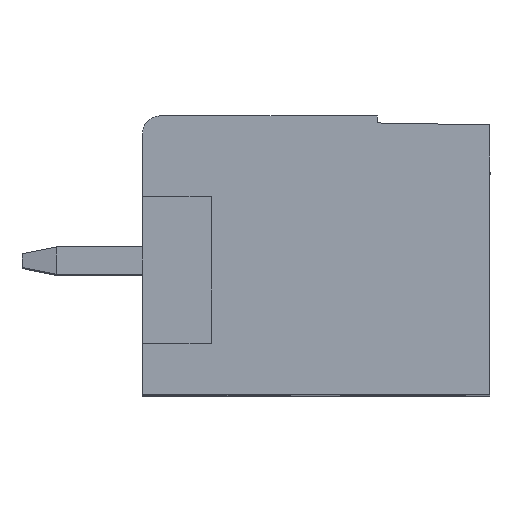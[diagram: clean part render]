
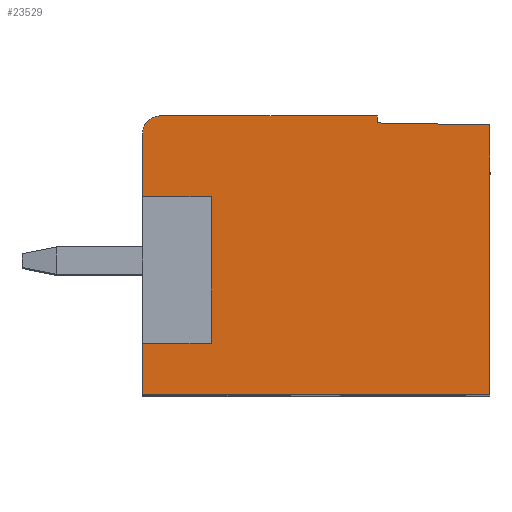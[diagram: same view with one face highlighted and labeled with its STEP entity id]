
A CAD part, top view. The second image highlights one B-rep face of the part: STEP entity #23529.
In plain terms, the highlighted planar face has unit normal (0, 0, 1).
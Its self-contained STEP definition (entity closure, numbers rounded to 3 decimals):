
#5=DIRECTION('',(0.,1.,0.));
#6=VECTOR('',#5,7.84);
#7=CARTESIAN_POINT('',(-10.615,0.099,168.212));
#8=LINE('',#7,#6);
#221=DIRECTION('',(0.,1.,0.));
#222=VECTOR('',#221,0.202);
#223=CARTESIAN_POINT('',(-13.889,7.997,168.212));
#224=LINE('',#223,#222);
#289=DIRECTION('',(0.,-1.,0.));
#290=VECTOR('',#289,1.85);
#291=CARTESIAN_POINT('',(-20.715,7.699,168.212));
#292=LINE('',#291,#290);
#305=DIRECTION('',(0.,-1.,0.));
#306=VECTOR('',#305,1.5);
#307=CARTESIAN_POINT('',(-20.715,1.599,168.212));
#308=LINE('',#307,#306);
#865=DIRECTION('',(1.,0.,0.));
#866=VECTOR('',#865,10.1);
#867=CARTESIAN_POINT('',(-20.715,0.099,168.212));
#868=LINE('',#867,#866);
#8444=DIRECTION('',(0.,1.,0.));
#8445=VECTOR('',#8444,4.25);
#8446=CARTESIAN_POINT('',(-18.715,1.599,168.212));
#8447=LINE('',#8446,#8445);
#8448=DIRECTION('',(-1.,0.,0.));
#8449=VECTOR('',#8448,2.);
#8450=CARTESIAN_POINT('',(-18.715,5.849,168.212));
#8451=LINE('',#8450,#8449);
#8452=CARTESIAN_POINT('',(-20.215,7.699,168.212));
#8453=DIRECTION('',(0.,0.,-1.));
#8454=DIRECTION('',(-1.,0.,0.));
#8455=AXIS2_PLACEMENT_3D('',#8452,#8453,#8454);
#8457=DIRECTION('',(1.,0.,0.));
#8458=VECTOR('',#8457,6.326);
#8459=CARTESIAN_POINT('',(-20.215,8.199,168.212));
#8460=LINE('',#8459,#8458);
#8461=DIRECTION('',(1.,-0.017,0.));
#8462=VECTOR('',#8461,3.274);
#8463=CARTESIAN_POINT('',(-13.889,7.997,168.212));
#8464=LINE('',#8463,#8462);
#8465=DIRECTION('',(-1.,0.,0.));
#8466=VECTOR('',#8465,2.);
#8467=CARTESIAN_POINT('',(-18.715,1.599,168.212));
#8468=LINE('',#8467,#8466);
#8489=CARTESIAN_POINT('',(-10.615,0.099,
168.212));
#8490=CARTESIAN_POINT('',(-10.615,7.94,168.212));
#8491=VERTEX_POINT('',#8489);
#8492=VERTEX_POINT('',#8490);
#8565=CARTESIAN_POINT('',(-20.715,0.099,
168.212));
#8566=VERTEX_POINT('',#8565);
#8832=CARTESIAN_POINT('',(-13.889,7.997,168.212));
#8833=VERTEX_POINT('',#8832);
#8834=CARTESIAN_POINT('',(-20.715,1.599,168.212));
#8835=VERTEX_POINT('',#8834);
#8836=CARTESIAN_POINT('',(-18.715,1.599,168.212));
#8837=VERTEX_POINT('',#8836);
#8838=CARTESIAN_POINT('',(-18.715,5.849,168.212));
#8839=VERTEX_POINT('',#8838);
#8840=CARTESIAN_POINT('',(-20.715,5.849,168.212));
#8841=VERTEX_POINT('',#8840);
#8842=CARTESIAN_POINT('',(-20.715,7.699,168.212));
#8843=VERTEX_POINT('',#8842);
#8844=CARTESIAN_POINT('',(-20.215,8.199,168.212));
#8845=VERTEX_POINT('',#8844);
#8846=CARTESIAN_POINT('',(-13.889,8.199,168.212));
#8847=VERTEX_POINT('',#8846);
#23508=CARTESIAN_POINT('',(-10.615,0.099,
168.212));
#23509=DIRECTION('',(0.,0.,-1.));
#23510=DIRECTION('',(0.,1.,0.));
#23511=AXIS2_PLACEMENT_3D('',#23508,#23509,#23510);
#23512=PLANE('',#23511);
#23513=ORIENTED_EDGE('',*,*,#11119,.F.);
#23514=ORIENTED_EDGE('',*,*,#12192,.F.);
#23515=ORIENTED_EDGE('',*,*,#11404,.F.);
#23517=ORIENTED_EDGE('',*,*,#23516,.F.);
#23519=ORIENTED_EDGE('',*,*,#23518,.T.);
#23521=ORIENTED_EDGE('',*,*,#23520,.T.);
#23522=ORIENTED_EDGE('',*,*,#11396,.F.);
#23523=ORIENTED_EDGE('',*,*,#11361,.T.);
#23524=ORIENTED_EDGE('',*,*,#11346,.T.);
#23525=ORIENTED_EDGE('',*,*,#11331,.F.);
#23526=ORIENTED_EDGE('',*,*,#11316,.T.);
#23527=EDGE_LOOP('',(#23513,#23514,#23515,#23517,#23519,#23521,#23522,#23523,
#23524,#23525,#23526));
#23528=FACE_OUTER_BOUND('',#23527,.F.);
#8456=CIRCLE('',#8455,0.5);
#11119=EDGE_CURVE('',#8491,#8492,#8,.T.);
#11316=EDGE_CURVE('',#8833,#8492,#8464,.T.);
#11331=EDGE_CURVE('',#8833,#8847,#224,.T.);
#11346=EDGE_CURVE('',#8845,#8847,#8460,.T.);
#11361=EDGE_CURVE('',#8843,#8845,#8456,.T.);
#11396=EDGE_CURVE('',#8843,#8841,#292,.T.);
#11404=EDGE_CURVE('',#8835,#8566,#308,.T.);
#12192=EDGE_CURVE('',#8566,#8491,#868,.T.);
#23516=EDGE_CURVE('',#8837,#8835,#8468,.T.);
#23518=EDGE_CURVE('',#8837,#8839,#8447,.T.);
#23520=EDGE_CURVE('',#8839,#8841,#8451,.T.);
#23529=ADVANCED_FACE('',(#23528),#23512,.F.);
